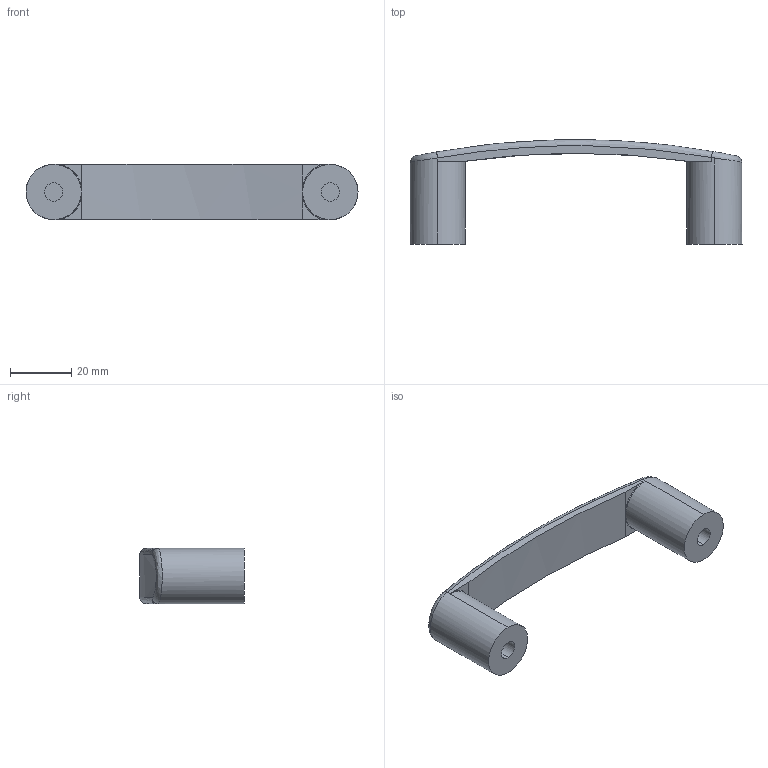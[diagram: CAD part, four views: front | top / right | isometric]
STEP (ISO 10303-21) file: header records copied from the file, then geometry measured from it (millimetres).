
FILE_DESCRIPTION (( 'STEP AP214' ), '1' );
FILE_NAME ('A813 Ðó÷êà äâåðíàÿ ïëàñòèêîâàÿ, 90 ìì.STEP', '2025-06-27T06:26:43', ( '' ), ( '' ), 'SwSTEP 2.0', 'SolidWorks 2025', '' );
FILE_SCHEMA (( 'AUTOMOTIVE_DESIGN' ));
Length unit declared in the file: millimetre
Products named in the file (1): A813 Ручка дверная пластиковая, 90 мм
Bounding box: 108 x 33.96 x 18 mm (x, y, z)
Volume: 19587.4 mm3; surface area: 8516.5 mm2
Topology: 1 solids, 1 shells, 32 faces, 82 edges, 50 vertices
Faces by surface type: cylinder 10, plane 10, bspline 8, torus 4
Entity records: 1635 total; most frequent: CARTESIAN_POINT 931, ORIENTED_EDGE 156, DIRECTION 123, EDGE_CURVE 78, VERTEX_POINT 50, AXIS2_PLACEMENT_3D 49, EDGE_LOOP 34, FACE_OUTER_BOUND 32
